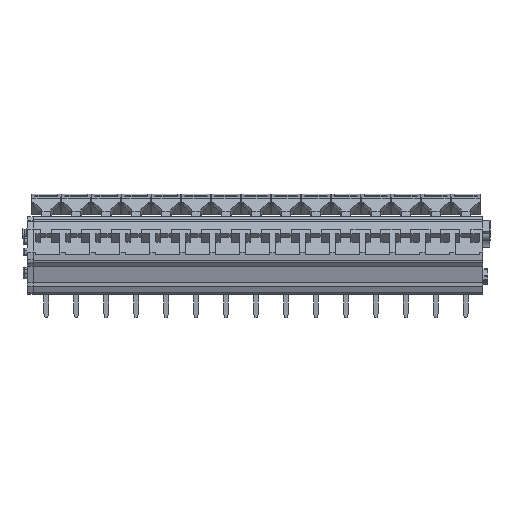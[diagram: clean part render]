
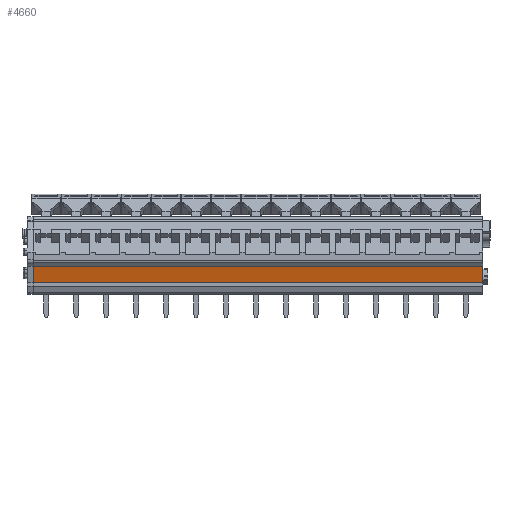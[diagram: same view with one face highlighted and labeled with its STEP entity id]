
A CAD part, front view. The second image highlights one B-rep face of the part: STEP entity #4660.
In plain terms, the highlighted planar face has unit normal (0, -0.966, -0.259).
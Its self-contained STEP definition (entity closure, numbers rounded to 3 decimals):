
#4647=AXIS2_PLACEMENT_3D('Plane Axis2P3D',#4644,#4645,#4646) ;
#1079=CARTESIAN_POINT('Vertex',(1.9,1.37,5.863)) ;
#1082=CARTESIAN_POINT('Line Origine',(1.9,1.002,7.238)) ;
#1086=CARTESIAN_POINT('Vertex',(1.9,0.634,8.613)) ;
#1530=CARTESIAN_POINT('Vertex',(76.9,0.634,8.613)) ;
#1533=CARTESIAN_POINT('Line Origine',(76.9,1.002,7.238)) ;
#1537=CARTESIAN_POINT('Vertex',(76.9,1.37,5.863)) ;
#4631=CARTESIAN_POINT('Line Origine',(39.4,1.37,5.863)) ;
#4644=CARTESIAN_POINT('Axis2P3D Location',(4.05,1.37,5.863)) ;
#4649=CARTESIAN_POINT('Line Origine',(39.4,0.634,8.613)) ;
#1083=DIRECTION('Vector Direction',(0.,-0.259,0.966)) ;
#1534=DIRECTION('Vector Direction',(0.,-0.259,0.966)) ;
#4632=DIRECTION('Vector Direction',(-1.,0.,0.)) ;
#4645=DIRECTION('Axis2P3D Direction',(0.,-0.966,-0.259)) ;
#4646=DIRECTION('Axis2P3D XDirection',(0.,-0.259,0.966)) ;
#4650=DIRECTION('Vector Direction',(-1.,0.,0.)) ;
#1084=VECTOR('Line Direction',#1083,1.) ;
#1535=VECTOR('Line Direction',#1534,1.) ;
#4633=VECTOR('Line Direction',#4632,1.) ;
#4651=VECTOR('Line Direction',#4650,1.) ;
#4655=ORIENTED_EDGE('',*,*,#4635,.F.) ;
#4656=ORIENTED_EDGE('',*,*,#1539,.T.) ;
#4657=ORIENTED_EDGE('',*,*,#4653,.T.) ;
#4658=ORIENTED_EDGE('',*,*,#1088,.F.) ;
#4660=ADVANCED_FACE('Housing\\LMZF500-housing',(#4659),#4648,.T.) ;
#1088=EDGE_CURVE('',#1080,#1087,#1085,.T.) ;
#1539=EDGE_CURVE('',#1538,#1531,#1536,.T.) ;
#4635=EDGE_CURVE('',#1538,#1080,#4634,.T.) ;
#4653=EDGE_CURVE('',#1531,#1087,#4652,.T.) ;
#4654=EDGE_LOOP('',(#4655,#4656,#4657,#4658)) ;
#4659=FACE_OUTER_BOUND('',#4654,.T.) ;
#1085=LINE('Line',#1082,#1084) ;
#1536=LINE('Line',#1533,#1535) ;
#4634=LINE('Line',#4631,#4633) ;
#4652=LINE('Line',#4649,#4651) ;
#4648=PLANE('',#4647) ;
#1080=VERTEX_POINT('',#1079) ;
#1087=VERTEX_POINT('',#1086) ;
#1531=VERTEX_POINT('',#1530) ;
#1538=VERTEX_POINT('',#1537) ;
